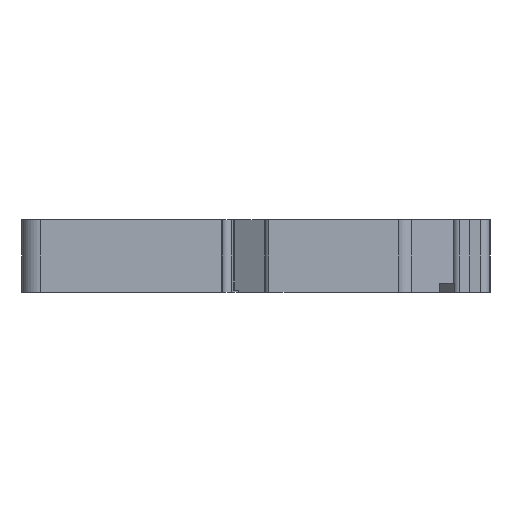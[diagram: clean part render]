
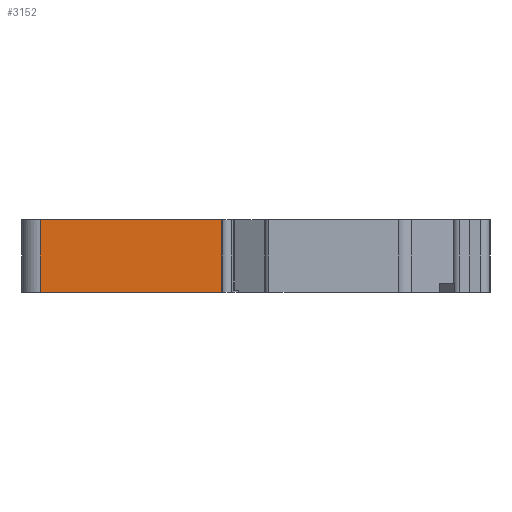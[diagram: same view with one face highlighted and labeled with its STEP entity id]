
A CAD part, left-side view. The second image highlights one B-rep face of the part: STEP entity #3152.
In plain terms, the highlighted planar face has unit normal (-1, 0, 0).
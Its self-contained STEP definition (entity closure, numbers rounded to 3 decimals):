
#585=ORIENTED_EDGE('',*,*,#1135,.F.);
#586=ORIENTED_EDGE('',*,*,#1473,.T.);
#587=ORIENTED_EDGE('',*,*,#1422,.F.);
#588=ORIENTED_EDGE('',*,*,#1470,.F.);
#1135=EDGE_CURVE('',#1607,#1608,#1924,.F.);
#1422=EDGE_CURVE('',#1872,#1787,#2122,.T.);
#1470=EDGE_CURVE('',#1608,#1872,#2158,.T.);
#1473=EDGE_CURVE('',#1607,#1787,#2160,.T.);
#1607=VERTEX_POINT('',#4502);
#1608=VERTEX_POINT('',#4504);
#1787=VERTEX_POINT('',#4898);
#1872=VERTEX_POINT('',#5072);
#1924=LINE('',#4503,#2285);
#2122=LINE('',#5073,#2483);
#2158=LINE('',#5156,#2519);
#2160=LINE('',#5161,#2521);
#2285=VECTOR('',#3585,1000.);
#2483=VECTOR('',#3997,1000.);
#2519=VECTOR('',#4081,1000.);
#2521=VECTOR('',#4087,1000.);
#2683=EDGE_LOOP('',(#585,#586,#587,#588));
#2867=FACE_BOUND('',#2683,.T.);
#3037=PLANE('',#3434);
#3152=ADVANCED_FACE('',(#2867),#3037,.T.);
#3434=AXIS2_PLACEMENT_3D('',#5160,#4085,#4086);
#3585=DIRECTION('',(0.,1.,0.));
#3997=DIRECTION('',(0.,1.,0.));
#4081=DIRECTION('',(0.,0.,-1.));
#4085=DIRECTION('',(-1.,0.,0.));
#4086=DIRECTION('',(0.,0.,1.));
#4087=DIRECTION('',(0.,0.,-1.));
#4502=CARTESIAN_POINT('',(-26.,20.,8.));
#4503=CARTESIAN_POINT('',(-26.,0.,8.));
#4504=CARTESIAN_POINT('',(-26.,0.,8.));
#4898=CARTESIAN_POINT('',(-26.,20.,0.));
#5072=CARTESIAN_POINT('',(-26.,0.,0.));
#5073=CARTESIAN_POINT('',(-26.,0.,0.));
#5156=CARTESIAN_POINT('',(-26.,0.,8.));
#5160=CARTESIAN_POINT('',(-26.,0.,8.));
#5161=CARTESIAN_POINT('',(-26.,20.,8.));
